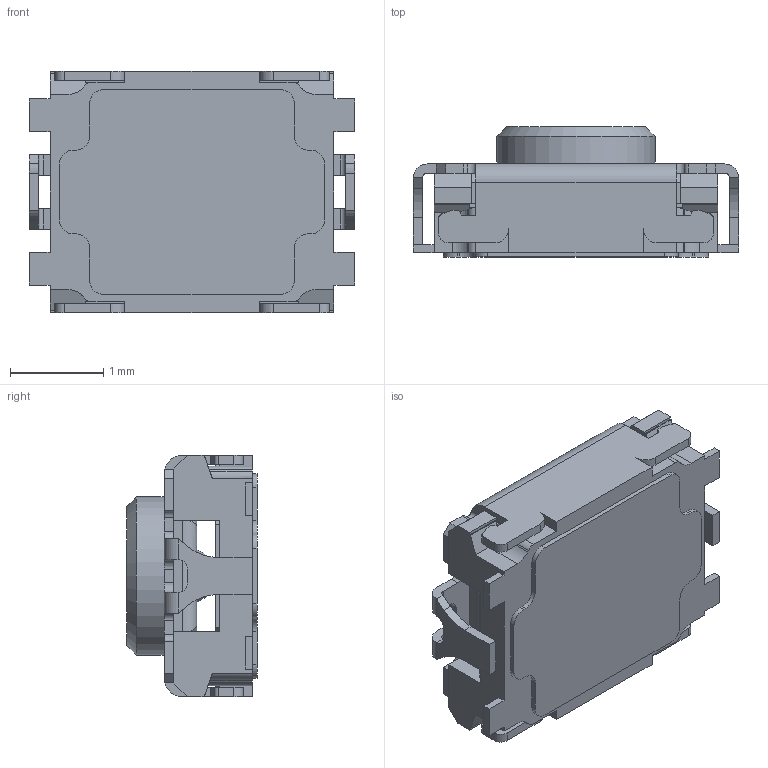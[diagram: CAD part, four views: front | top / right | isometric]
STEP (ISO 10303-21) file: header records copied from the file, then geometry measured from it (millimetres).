
FILE_DESCRIPTION( ( 'STEP AP214' ), ' ' );
FILE_NAME( 'psolqas1150155474.stp', '2017-10-30T10:50:15', ( '' ), ( '' ), ' ', 'PARTsolutions', ' ' );
FILE_SCHEMA( ( 'AUTOMOTIVE_DESIGN { 1 0 10303 214 1 1 1 1 }' ) );
Length unit declared in the file: metre
Products named in the file (1): 1
Bounding box: 3.5 x 1.4 x 2.6 mm (x, y, z)
Volume: 6.8 mm3; surface area: 50.9 mm2
Topology: 1 solids, 1 shells, 311 faces, 909 edges, 582 vertices
Faces by surface type: plane 220, cylinder 89, cone 1, sphere 1
Full cylindrical faces by diameter (mm): 1.7 x1
Entity records: 10298 total; most frequent: CARTESIAN_POINT 1972, ORIENTED_EDGE 1808, DIRECTION 1661, EDGE_CURVE 904, LINE 717, VECTOR 717, VERTEX_POINT 581, AXIS2_PLACEMENT_3D 472
